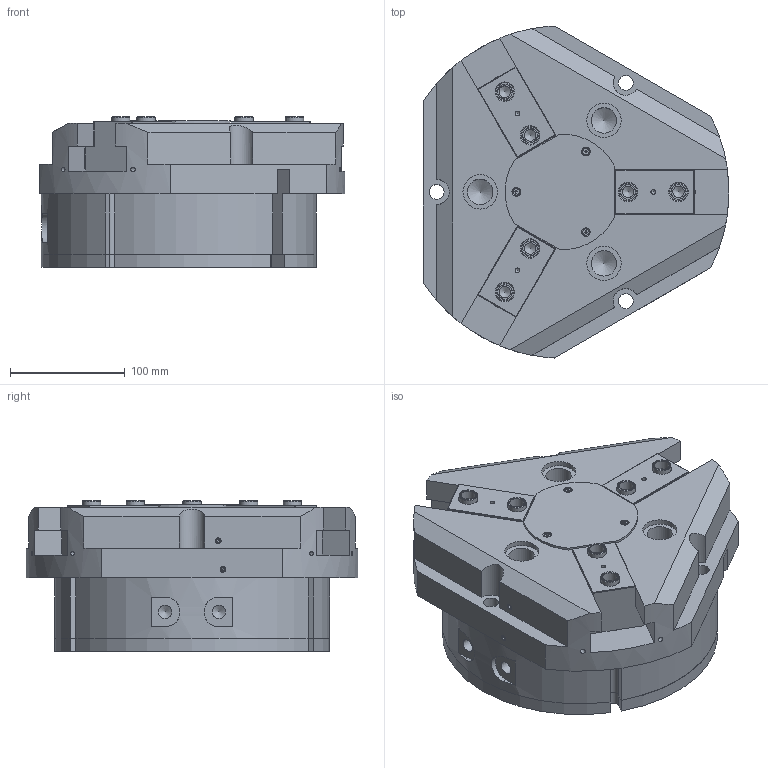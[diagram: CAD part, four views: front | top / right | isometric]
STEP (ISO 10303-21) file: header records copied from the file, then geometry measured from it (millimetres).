
FILE_DESCRIPTION(/* description */ (''),/* implementation_level */ '2;1');
FILE_NAME(/* name */ 'PZP-240-C1.stp',/* time_stamp */ '2019-06-06T09:16:28+02:00',/* author */ ('Tecnico'),/* organization */ ('OMIL'),/* preprocessor_version */ 'ST-DEVELOPER v17',/* originating_system */ 'Autodesk Inventor 2019',/* authorisation */ '');
FILE_SCHEMA (('AUTOMOTIVE_DESIGN { 1 0 10303 214 3 1 1 }'));
Length unit declared in the file: millimetre
Products named in the file (9): PZP-240-C1; PZP-240-CORPO-CLIENTE; PZP-240-GRIFFA-C1-CLIENTE; PZP-240-coperchio-CLIENTE; PZP-240-FONDELLO-CLIENTE; ISO 10642  - M8  x  20; DIN 913 - M5 x 5; ISO 10642  - M3  x  8; BOCCOLA 16H7L8.9
Assembly tree (25 placements, depth 2):
  PZP-240-C1
    PZP-240-CORPO-CLIENTE
    PZP-240-GRIFFA-C1-CLIENTE  x3
    PZP-240-coperchio-CLIENTE
    PZP-240-FONDELLO-CLIENTE
    ISO 10642  - M8  x  20  x8
    DIN 913 - M5 x 5  x2
    ISO 10642  - M3  x  8  x3
    BOCCOLA 16H7L8.9  x6
Bounding box: 266.8 x 289.64 x 131.4 mm (x, y, z)
Volume: 5866208.5 mm3; surface area: 494407.4 mm2
Topology: 25 solids, 25 shells, 551 faces, 1491 edges, 1005 vertices
Faces by surface type: plane 293, cylinder 141, cone 117
Full cylindrical faces by diameter (mm): 2.459 x3, 3 x3, 4 x3, 4.134 x13, 5 x2, 5.54 x3, 6.647 x8, 8 x12, 8.5 x3, 9 x3, 10 x8, 10.106 x6, 11.445 x2, 12.6 x6, 13 x6, 15.24 x8, 16 x12, 22.2 x3, 30 x3, 180 x1
Entity records: 10505 total; most frequent: CARTESIAN_POINT 2005, DIRECTION 1787, ORIENTED_EDGE 1634, EDGE_CURVE 817, AXIS2_PLACEMENT_3D 676, VERTEX_POINT 581, LINE 435, VECTOR 435
